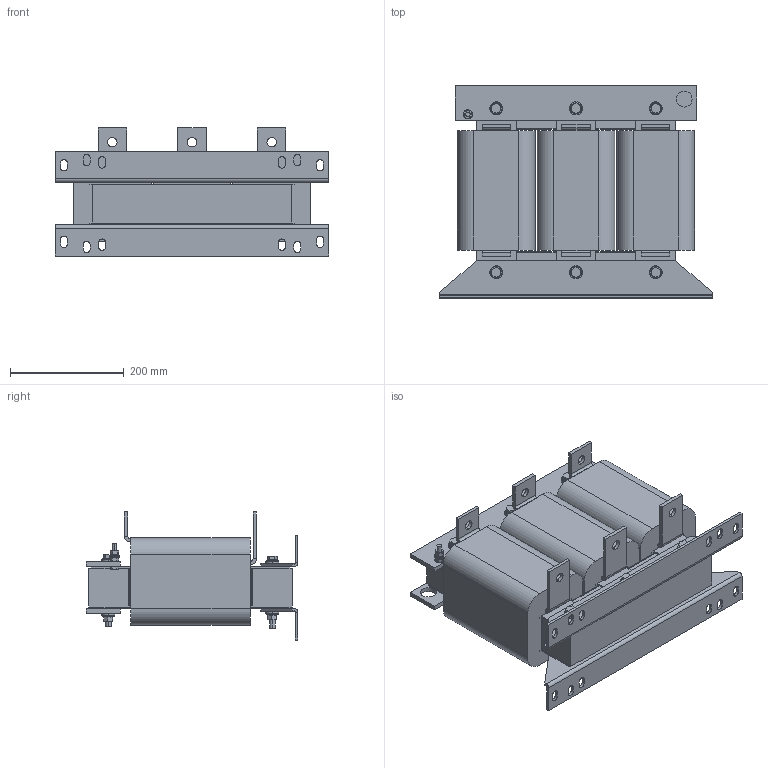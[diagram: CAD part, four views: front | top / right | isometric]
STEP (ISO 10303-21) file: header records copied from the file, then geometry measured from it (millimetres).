
FILE_DESCRIPTION (( 'STEP AP214' ), '1' );
FILE_NAME ('269620.STEP', '2020-12-17T10:04:02', ( '' ), ( '' ), 'SwSTEP 2.0', 'SolidWorks 2018', '' );
FILE_SCHEMA (( 'AUTOMOTIVE_DESIGN' ));
Length unit declared in the file: millimetre
Products named in the file (1): 269620
Bounding box: 480 x 372.4 x 225 mm (x, y, z)
Volume: 17499300.8 mm3; surface area: 929208 mm2
Topology: 1 solids, 1 shells, 631 faces, 1580 edges, 984 vertices
Faces by surface type: plane 455, cylinder 152, cone 12, torus 12
Entity records: 18864 total; most frequent: CARTESIAN_POINT 3460, DIRECTION 3188, ORIENTED_EDGE 3160, EDGE_CURVE 1580, VECTOR 1140, LINE 1140, AXIS2_PLACEMENT_3D 1024, VERTEX_POINT 984
